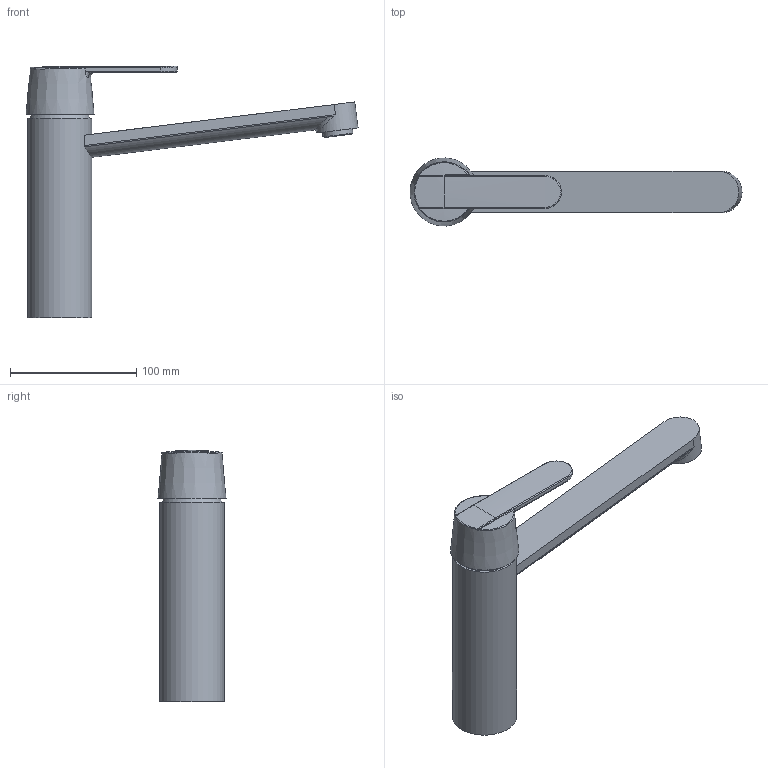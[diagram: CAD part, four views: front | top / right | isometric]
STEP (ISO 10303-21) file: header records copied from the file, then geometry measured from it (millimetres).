
FILE_DESCRIPTION(/* description */ ('Unknown'),/* implementation_level */ '2;1');
FILE_NAME(/* name */ '30196000',/* time_stamp */ '2022-09-08T12:13:13+02:00',/* author */ ('Unknown'),/* organization */ ('GROHE AG'),/* preprocessor_version */ 'ST-DEVELOPER v16.7',/* originating_system */ 'DEX',/* authorisation */ $);
FILE_SCHEMA (('AUTOMOTIVE_DESIGN {1 0 10303 214 3 1 1}'));
Length unit declared in the file: millimetre
Products named in the file (3): 30196000; id11; 1
Assembly tree (2 placements, depth 2):
  30196000
    id11
    1
Bounding box: 263.14 x 53.92 x 199.22 mm (x, y, z)
Surface area: 64794.2 mm2 (no closed solid volume)
Topology: 0 solids, 6 shells, 58 faces, 151 edges, 96 vertices
Faces by surface type: bspline 18, cylinder 15, plane 13, torus 5, sphere 4, cone 3
Full cylindrical faces by diameter (mm): 23.87 x1, 24.5 x1, 30.9 x1, 31.3 x1, 33 x1, 51 x1
Entity records: 4024 total; most frequent: CARTESIAN_POINT 2396, ORIENTED_EDGE 234, DIRECTION 214, EDGE_CURVE 137, AXIS2_PLACEMENT_3D 96, VERTEX_POINT 93, EDGE_LOOP 74, FACE_BOUND 74
